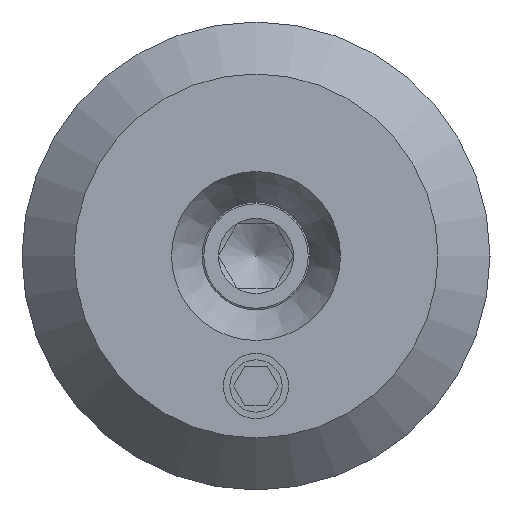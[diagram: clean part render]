
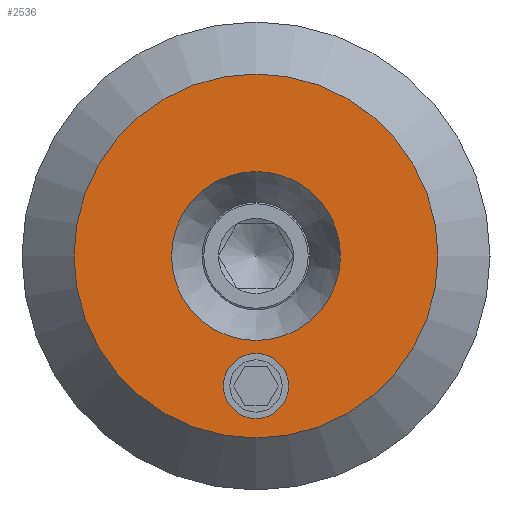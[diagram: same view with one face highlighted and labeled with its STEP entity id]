
A CAD part, left-side view. The second image highlights one B-rep face of the part: STEP entity #2536.
In plain terms, the highlighted planar face has unit normal (-1, 0, 0).
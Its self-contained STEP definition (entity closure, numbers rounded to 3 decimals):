
#109=PLANE('',#3015);
#642=ORIENTED_EDGE('',*,*,#1209,.T.);
#643=ORIENTED_EDGE('',*,*,#1210,.T.);
#644=ORIENTED_EDGE('',*,*,#1211,.T.);
#1209=EDGE_CURVE('',#1510,#1510,#1713,.T.);
#1210=EDGE_CURVE('',#1511,#1511,#1714,.T.);
#1211=EDGE_CURVE('',#1512,#1512,#1715,.T.);
#1510=VERTEX_POINT('',#4655);
#1511=VERTEX_POINT('',#4657);
#1512=VERTEX_POINT('',#4659);
#1713=CIRCLE('',#3016,1.007);
#1714=CIRCLE('',#3017,3.25);
#1715=CIRCLE('',#3018,7.);
#1901=EDGE_LOOP('',(#642));
#1902=EDGE_LOOP('',(#643));
#1903=EDGE_LOOP('',(#644));
#2226=FACE_BOUND('',#1901,.T.);
#2227=FACE_BOUND('',#1902,.T.);
#2228=FACE_BOUND('',#1903,.T.);
#2536=ADVANCED_FACE('',(#2226,#2227,#2228),#109,.T.);
#3015=AXIS2_PLACEMENT_3D('',#4653,#3520,#3521);
#3016=AXIS2_PLACEMENT_3D('',#4654,#3522,#3523);
#3017=AXIS2_PLACEMENT_3D('',#4656,#3524,#3525);
#3018=AXIS2_PLACEMENT_3D('',#4658,#3526,#3527);
#3520=DIRECTION('',(-1.,0.,0.));
#3521=DIRECTION('',(0.,0.,1.));
#3522=DIRECTION('',(1.,0.,0.));
#3523=DIRECTION('',(0.,0.,1.));
#3524=DIRECTION('',(1.,0.,0.));
#3525=DIRECTION('',(0.,0.,-1.));
#3526=DIRECTION('',(-1.,0.,0.));
#3527=DIRECTION('',(0.,0.,1.));
#4653=CARTESIAN_POINT('',(0.,0.,7.));
#4654=CARTESIAN_POINT('',(0.,0.,-5.));
#4655=CARTESIAN_POINT('',(0.,0.,-3.994));
#4656=CARTESIAN_POINT('',(0.,0.,0.));
#4657=CARTESIAN_POINT('',(0.,0.,-3.25));
#4658=CARTESIAN_POINT('',(0.,0.,0.));
#4659=CARTESIAN_POINT('',(0.,0.,7.));
